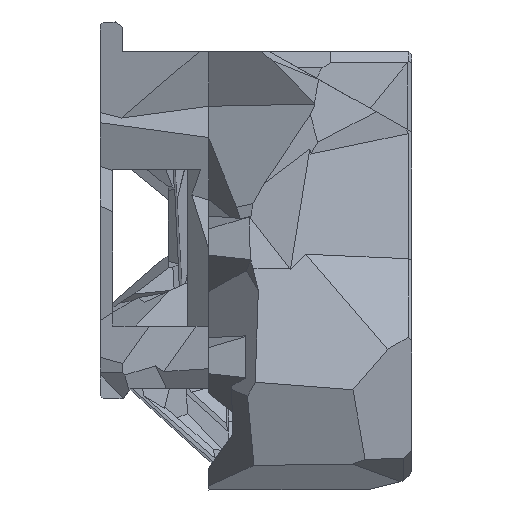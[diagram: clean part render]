
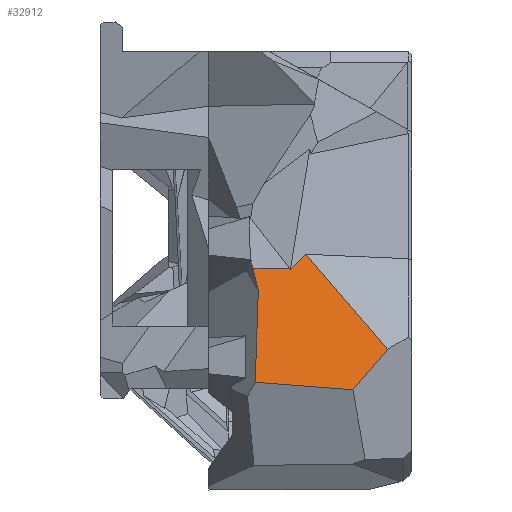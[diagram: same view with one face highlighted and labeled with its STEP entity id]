
A CAD part, left-side view. The second image highlights one B-rep face of the part: STEP entity #32912.
In plain terms, the highlighted planar face has unit normal (-0.966, 0, 0.261).
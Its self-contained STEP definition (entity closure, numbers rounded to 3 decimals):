
#1202=PLANE('',#34713);
#2513=FACE_OUTER_BOUND('',#4271,.T.);
#4271=EDGE_LOOP('',(#24277,#24278,#24279,#24280,#24281,#24282,#24283,#24284));
#6133=LINE('',#59937,#9656);
#6370=LINE('',#70426,#9893);
#6371=LINE('',#70428,#9894);
#6372=LINE('',#70430,#9895);
#6373=LINE('',#70432,#9896);
#6374=LINE('',#70433,#9897);
#6375=LINE('',#70435,#9898);
#6376=LINE('',#70436,#9899);
#9656=VECTOR('',#37135,10.);
#9893=VECTOR('',#37708,10.);
#9894=VECTOR('',#37709,10.);
#9895=VECTOR('',#37710,10.);
#9896=VECTOR('',#37711,10.);
#9897=VECTOR('',#37712,10.);
#9898=VECTOR('',#37713,10.);
#9899=VECTOR('',#37714,10.);
#14316=VERTEX_POINT('',#59935);
#14317=VERTEX_POINT('',#59936);
#14696=VERTEX_POINT('',#70424);
#14697=VERTEX_POINT('',#70425);
#14698=VERTEX_POINT('',#70427);
#14699=VERTEX_POINT('',#70429);
#14700=VERTEX_POINT('',#70431);
#14701=VERTEX_POINT('',#70434);
#17836=EDGE_CURVE('',#14316,#14317,#6133,.T.);
#18362=EDGE_CURVE('',#14696,#14697,#6370,.T.);
#18363=EDGE_CURVE('',#14698,#14697,#6371,.T.);
#18364=EDGE_CURVE('',#14699,#14698,#6372,.T.);
#18365=EDGE_CURVE('',#14699,#14700,#6373,.F.);
#18366=EDGE_CURVE('',#14317,#14700,#6374,.T.);
#18367=EDGE_CURVE('',#14701,#14316,#6375,.T.);
#18368=EDGE_CURVE('',#14696,#14701,#6376,.T.);
#24277=ORIENTED_EDGE('',*,*,#18362,.T.);
#24278=ORIENTED_EDGE('',*,*,#18363,.F.);
#24279=ORIENTED_EDGE('',*,*,#18364,.F.);
#24280=ORIENTED_EDGE('',*,*,#18365,.T.);
#24281=ORIENTED_EDGE('',*,*,#18366,.F.);
#24282=ORIENTED_EDGE('',*,*,#17836,.F.);
#24283=ORIENTED_EDGE('',*,*,#18367,.F.);
#24284=ORIENTED_EDGE('',*,*,#18368,.F.);
#32912=ADVANCED_FACE('',(#2513),#1202,.F.);
#34713=AXIS2_PLACEMENT_3D('',#70423,#37706,#37707);
#37135=DIRECTION('',(0.26,-0.033,0.965));
#37706=DIRECTION('center_axis',(0.965,0.,
-0.261));
#37707=DIRECTION('ref_axis',(-0.261,0.,-0.965));
#37708=DIRECTION('',(0.2,0.64,0.742));
#37709=DIRECTION('',(0.185,-0.705,0.685));
#37710=DIRECTION('',(-0.21,-0.59,-0.779));
#37711=DIRECTION('',(0.,-1.,0.));
#37712=DIRECTION('',(0.254,0.23,0.94));
#37713=DIRECTION('',(0.02,0.997,0.075));
#37714=DIRECTION('',(-0.2,0.64,-0.742));
#59935=CARTESIAN_POINT('',(-35.265,-6.292,16.896));
#59936=CARTESIAN_POINT('',(-31.929,-6.712,29.257));
#59937=CARTESIAN_POINT('',(-30.401,-6.905,34.919));
#70423=CARTESIAN_POINT('Origin',(-31.121,-27.5,32.254));
#70424=CARTESIAN_POINT('',(-34.062,-24.186,21.352));
#70425=CARTESIAN_POINT('',(-30.604,-13.131,34.17));
#70426=CARTESIAN_POINT('',(-33.525,-22.468,23.344));
#70427=CARTESIAN_POINT('',(-31.151,-11.042,32.142));
#70428=CARTESIAN_POINT('',(-28.391,-21.577,42.369));
#70429=CARTESIAN_POINT('',(-31.121,-10.956,32.254));
#70430=CARTESIAN_POINT('',(-31.026,-10.692,32.604));
#70431=CARTESIAN_POINT('',(-31.121,-5.979,32.254));
#70432=CARTESIAN_POINT('',(-31.121,-27.5,32.254));
#70433=CARTESIAN_POINT('',(-27.9,-3.061,44.189));
#70434=CARTESIAN_POINT('',(-35.534,-19.483,15.897));
#70435=CARTESIAN_POINT('',(-35.564,-20.969,15.785));
#70436=CARTESIAN_POINT('',(-34.793,-21.852,18.645));
